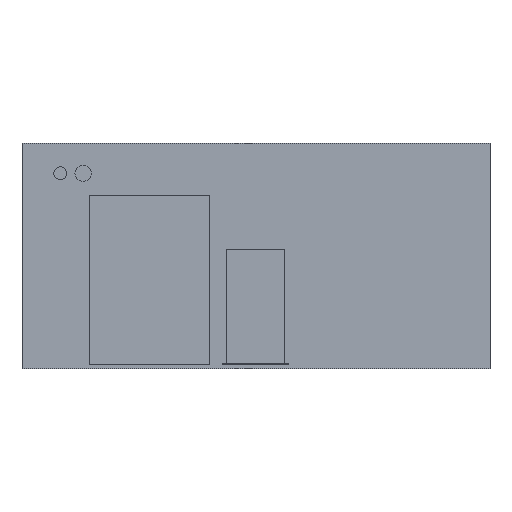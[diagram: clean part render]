
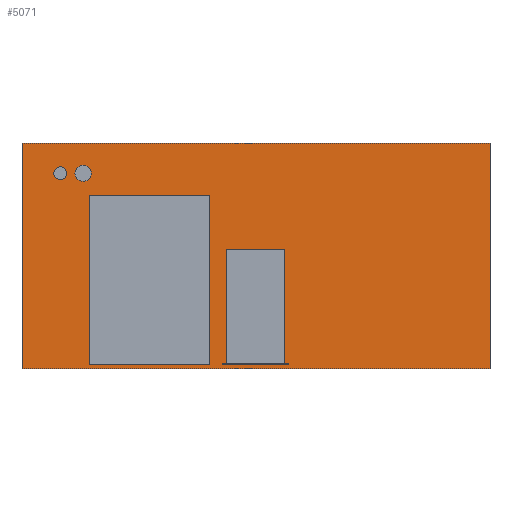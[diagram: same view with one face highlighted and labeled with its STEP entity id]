
A CAD part, front view. The second image highlights one B-rep face of the part: STEP entity #5071.
In plain terms, the highlighted planar face has unit normal (0, -1, 0).
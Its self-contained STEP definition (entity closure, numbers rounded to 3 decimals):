
#82=FACE_BOUND('',#719,.T.);
#83=FACE_BOUND('',#720,.T.);
#105=PLANE('',#5445);
#403=FACE_OUTER_BOUND('',#718,.T.);
#718=EDGE_LOOP('',(#3665,#3666,#3667,#3668));
#719=EDGE_LOOP('',(#3669));
#720=EDGE_LOOP('',(#3670));
#1048=LINE('',#7210,#1726);
#1050=LINE('',#7214,#1728);
#1052=LINE('',#7218,#1730);
#1054=LINE('',#7221,#1732);
#1726=VECTOR('',#5828,10.);
#1728=VECTOR('',#5832,10.);
#1730=VECTOR('',#5836,10.);
#1732=VECTOR('',#5840,10.);
#2386=CIRCLE('',#5429,20.);
#2388=CIRCLE('',#5433,25.);
#2422=VERTEX_POINT('',#7161);
#2424=VERTEX_POINT('',#7168);
#2437=VERTEX_POINT('',#7207);
#2438=VERTEX_POINT('',#7209);
#2439=VERTEX_POINT('',#7213);
#2440=VERTEX_POINT('',#7217);
#2899=EDGE_CURVE('',#2422,#2422,#2386,.T.);
#2902=EDGE_CURVE('',#2424,#2424,#2388,.T.);
#2920=EDGE_CURVE('',#2438,#2437,#1048,.T.);
#2922=EDGE_CURVE('',#2439,#2438,#1050,.T.);
#2924=EDGE_CURVE('',#2440,#2439,#1052,.T.);
#2926=EDGE_CURVE('',#2437,#2440,#1054,.T.);
#3665=ORIENTED_EDGE('',*,*,#2926,.T.);
#3666=ORIENTED_EDGE('',*,*,#2924,.T.);
#3667=ORIENTED_EDGE('',*,*,#2922,.T.);
#3668=ORIENTED_EDGE('',*,*,#2920,.T.);
#3669=ORIENTED_EDGE('',*,*,#2899,.T.);
#3670=ORIENTED_EDGE('',*,*,#2902,.T.);
#5071=ADVANCED_FACE('',(#403,#82,#83),#105,.T.);
#5429=AXIS2_PLACEMENT_3D('',#7163,#5784,#5785);
#5433=AXIS2_PLACEMENT_3D('',#7170,#5793,#5794);
#5445=AXIS2_PLACEMENT_3D('',#7222,#5841,#5842);
#5784=DIRECTION('center_axis',(0.,1.,0.));
#5785=DIRECTION('ref_axis',(1.,0.,0.));
#5793=DIRECTION('center_axis',(0.,1.,0.));
#5794=DIRECTION('ref_axis',(1.,0.,0.));
#5828=DIRECTION('',(-1.,0.,0.));
#5832=DIRECTION('',(0.,0.,1.));
#5836=DIRECTION('',(1.,0.,0.));
#5840=DIRECTION('',(0.,0.,-1.));
#5841=DIRECTION('center_axis',(0.,-1.,0.));
#5842=DIRECTION('ref_axis',(0.,0.,-1.));
#7161=CARTESIAN_POINT('',(-622.,-370.,254.5));
#7163=CARTESIAN_POINT('Origin',(-602.,-370.,254.5));
#7168=CARTESIAN_POINT('',(-557.,-370.,254.5));
#7170=CARTESIAN_POINT('Origin',(-532.,-370.,254.5));
#7207=CARTESIAN_POINT('',(-720.,-370.,347.5));
#7209=CARTESIAN_POINT('',(720.,-370.,347.5));
#7210=CARTESIAN_POINT('',(-720.,-370.,347.5));
#7213=CARTESIAN_POINT('',(720.,-370.,-347.5));
#7214=CARTESIAN_POINT('',(720.,-370.,347.5));
#7217=CARTESIAN_POINT('',(-720.,-370.,-347.5));
#7218=CARTESIAN_POINT('',(720.,-370.,-347.5));
#7221=CARTESIAN_POINT('',(-720.,-370.,-347.5));
#7222=CARTESIAN_POINT('Origin',(0.,-370.,0.));
